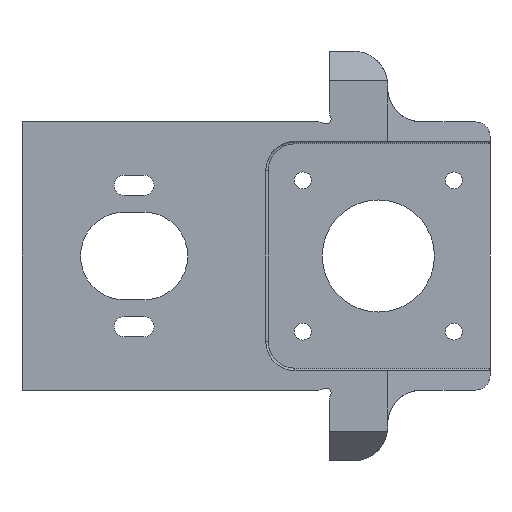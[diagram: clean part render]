
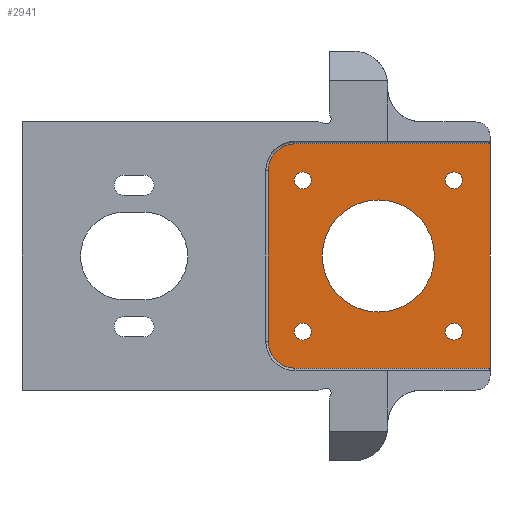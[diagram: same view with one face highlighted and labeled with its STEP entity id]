
A CAD part, front view. The second image highlights one B-rep face of the part: STEP entity #2941.
In plain terms, the highlighted planar face has unit normal (0, -1, 0).
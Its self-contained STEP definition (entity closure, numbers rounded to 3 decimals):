
#3 = FACE_BOUND ( 'NONE', #2140, .T. ) ;
#4 = VERTEX_POINT ( 'NONE', #3911 ) ;
#55 = CARTESIAN_POINT ( 'NONE',  ( 38.6, 19.5, 15.5 ) ) ;
#77 = VERTEX_POINT ( 'NONE', #2130 ) ;
#78 = DIRECTION ( 'NONE',  ( 0., 0., -1. ) ) ;
#100 = FACE_BOUND ( 'NONE', #3298, .T. ) ;
#135 = CARTESIAN_POINT ( 'NONE',  ( 11.6, 19.5, 0. ) ) ;
#153 = CIRCLE ( 'NONE', #1532, 1.75 ) ;
#165 = CIRCLE ( 'NONE', #3499, 1.75 ) ;
#173 = AXIS2_PLACEMENT_3D ( 'NONE', #2571, #1467, #1856 ) ;
#201 = PLANE ( 'NONE',  #995 ) ;
#229 = DIRECTION ( 'NONE',  ( 0., 1., 0. ) ) ;
#248 = DIRECTION ( 'NONE',  ( 0., 1., 0. ) ) ;
#257 = CARTESIAN_POINT ( 'NONE',  ( 6., 19.5, -23. ) ) ;
#287 = DIRECTION ( 'NONE',  ( 0., 1., 0. ) ) ;
#314 = DIRECTION ( 'NONE',  ( 0., 0., 1. ) ) ;
#336 = EDGE_CURVE ( 'NONE', #2224, #1690, #153, .T. ) ;
#361 = AXIS2_PLACEMENT_3D ( 'NONE', #4102, #1990, #971 ) ;
#420 = CARTESIAN_POINT ( 'NONE',  ( 9.35, 19.5, -15.5 ) ) ;
#431 = EDGE_CURVE ( 'NONE', #77, #4159, #1353, .T. ) ;
#483 = EDGE_CURVE ( 'NONE', #1692, #1292, #3023, .T. ) ;
#513 = VERTEX_POINT ( 'NONE', #420 ) ;
#540 = CARTESIAN_POINT ( 'NONE',  ( 0.5, 19.5, 17.5 ) ) ;
#591 = VERTEX_POINT ( 'NONE', #739 ) ;
#615 = EDGE_LOOP ( 'NONE', ( #2050, #2368 ) ) ;
#723 = CARTESIAN_POINT ( 'NONE',  ( 38.6, 19.5, -15.5 ) ) ;
#739 = CARTESIAN_POINT ( 'NONE',  ( 5.85, 19.5, -15.5 ) ) ;
#773 = AXIS2_PLACEMENT_3D ( 'NONE', #4449, #248, #980 ) ;
#812 = CARTESIAN_POINT ( 'NONE',  ( 23.1, 19.5, 0. ) ) ;
#828 = DIRECTION ( 'NONE',  ( 0., 0., -1. ) ) ;
#944 = AXIS2_PLACEMENT_3D ( 'NONE', #1951, #287, #4042 ) ;
#971 = DIRECTION ( 'NONE',  ( 0., 0., -1. ) ) ;
#980 = DIRECTION ( 'NONE',  ( 0., 0., 1. ) ) ;
#995 = AXIS2_PLACEMENT_3D ( 'NONE', #3735, #4095, #3716 ) ;
#1021 = CIRCLE ( 'NONE', #2126, 5.5 ) ;
#1037 = EDGE_CURVE ( 'NONE', #2354, #4, #1675, .T. ) ;
#1071 = CARTESIAN_POINT ( 'NONE',  ( 6., 19.5, -23. ) ) ;
#1203 = ORIENTED_EDGE ( 'NONE', *, *, #431, .T. ) ;
#1280 = AXIS2_PLACEMENT_3D ( 'NONE', #55, #1719, #2380 ) ;
#1292 = VERTEX_POINT ( 'NONE', #257 ) ;
#1324 = CARTESIAN_POINT ( 'NONE',  ( 6., 19.5, 17.5 ) ) ;
#1331 = DIRECTION ( 'NONE',  ( 0., 0., -1. ) ) ;
#1353 = CIRCLE ( 'NONE', #3806, 5.5 ) ;
#1413 = ORIENTED_EDGE ( 'NONE', *, *, #3126, .T. ) ;
#1467 = DIRECTION ( 'NONE',  ( 0., 1., 0. ) ) ;
#1474 = ORIENTED_EDGE ( 'NONE', *, *, #3131, .F. ) ;
#1484 = CIRCLE ( 'NONE', #944, 1.75 ) ;
#1532 = AXIS2_PLACEMENT_3D ( 'NONE', #3726, #229, #1643 ) ;
#1597 = FACE_BOUND ( 'NONE', #2418, .T. ) ;
#1606 = EDGE_CURVE ( 'NONE', #1292, #2537, #1021, .T. ) ;
#1626 = CARTESIAN_POINT ( 'NONE',  ( 6., 19.5, -17.5 ) ) ;
#1629 = ORIENTED_EDGE ( 'NONE', *, *, #3983, .T. ) ;
#1642 = ORIENTED_EDGE ( 'NONE', *, *, #1037, .T. ) ;
#1643 = DIRECTION ( 'NONE',  ( 0., 0., 1. ) ) ;
#1666 = VECTOR ( 'NONE', #2101, 1000. ) ;
#1675 = CIRCLE ( 'NONE', #2189, 11.5 ) ;
#1680 = CARTESIAN_POINT ( 'NONE',  ( 0.5, 19.5, 0. ) ) ;
#1681 = CARTESIAN_POINT ( 'NONE',  ( 40.35, 19.5, 15.5 ) ) ;
#1690 = VERTEX_POINT ( 'NONE', #2302 ) ;
#1692 = VERTEX_POINT ( 'NONE', #2261 ) ;
#1706 = ORIENTED_EDGE ( 'NONE', *, *, #4359, .T. ) ;
#1719 = DIRECTION ( 'NONE',  ( 0., 1., 0. ) ) ;
#1767 = CARTESIAN_POINT ( 'NONE',  ( 36.85, 19.5, 15.5 ) ) ;
#1830 = CARTESIAN_POINT ( 'NONE',  ( 38.6, 19.5, -15.5 ) ) ;
#1848 = EDGE_CURVE ( 'NONE', #4064, #1692, #3955, .T. ) ;
#1856 = DIRECTION ( 'NONE',  ( 0., 0., 1. ) ) ;
#1906 = LINE ( 'NONE', #4181, #3533 ) ;
#1947 = CARTESIAN_POINT ( 'NONE',  ( 0.5, 19.5, -17.5 ) ) ;
#1951 = CARTESIAN_POINT ( 'NONE',  ( 7.6, 19.5, 15.5 ) ) ;
#1990 = DIRECTION ( 'NONE',  ( 0., -1., 0. ) ) ;
#2049 = CARTESIAN_POINT ( 'NONE',  ( 36.85, 19.5, -15.5 ) ) ;
#2050 = ORIENTED_EDGE ( 'NONE', *, *, #2346, .F. ) ;
#2052 = ORIENTED_EDGE ( 'NONE', *, *, #483, .F. ) ;
#2083 = ORIENTED_EDGE ( 'NONE', *, *, #336, .T. ) ;
#2101 = DIRECTION ( 'NONE',  ( 0., 0., -1. ) ) ;
#2125 = DIRECTION ( 'NONE',  ( -1., 0., 0. ) ) ;
#2126 = AXIS2_PLACEMENT_3D ( 'NONE', #1626, #4072, #3275 ) ;
#2130 = CARTESIAN_POINT ( 'NONE',  ( 6., 19.5, 23. ) ) ;
#2140 = EDGE_LOOP ( 'NONE', ( #1706, #2388 ) ) ;
#2141 = DIRECTION ( 'NONE',  ( 0., -1., 0. ) ) ;
#2189 = AXIS2_PLACEMENT_3D ( 'NONE', #812, #3217, #3893 ) ;
#2224 = VERTEX_POINT ( 'NONE', #2612 ) ;
#2261 = CARTESIAN_POINT ( 'NONE',  ( 46., 19.5, -23. ) ) ;
#2274 = VERTEX_POINT ( 'NONE', #1767 ) ;
#2302 = CARTESIAN_POINT ( 'NONE',  ( 9.35, 19.5, 15.5 ) ) ;
#2344 = FACE_OUTER_BOUND ( 'NONE', #3316, .T. ) ;
#2346 = EDGE_CURVE ( 'NONE', #3807, #3140, #165, .T. ) ;
#2354 = VERTEX_POINT ( 'NONE', #135 ) ;
#2358 = DIRECTION ( 'NONE',  ( 0., -1., 0. ) ) ;
#2368 = ORIENTED_EDGE ( 'NONE', *, *, #3729, .F. ) ;
#2380 = DIRECTION ( 'NONE',  ( 0., 0., 1. ) ) ;
#2388 = ORIENTED_EDGE ( 'NONE', *, *, #3773, .T. ) ;
#2394 = FACE_BOUND ( 'NONE', #3200, .T. ) ;
#2418 = EDGE_LOOP ( 'NONE', ( #1642, #4399 ) ) ;
#2482 = CARTESIAN_POINT ( 'NONE',  ( 46., 19.5, 27.5 ) ) ;
#2498 = ORIENTED_EDGE ( 'NONE', *, *, #1606, .F. ) ;
#2537 = VERTEX_POINT ( 'NONE', #1947 ) ;
#2565 = ORIENTED_EDGE ( 'NONE', *, *, #4327, .T. ) ;
#2571 = CARTESIAN_POINT ( 'NONE',  ( 38.6, 19.5, 15.5 ) ) ;
#2612 = CARTESIAN_POINT ( 'NONE',  ( 5.85, 19.5, 15.5 ) ) ;
#2714 = CIRCLE ( 'NONE', #173, 1.75 ) ;
#2718 = CIRCLE ( 'NONE', #361, 1.75 ) ;
#2721 = CIRCLE ( 'NONE', #4420, 1.75 ) ;
#2727 = ORIENTED_EDGE ( 'NONE', *, *, #3614, .F. ) ;
#2729 = DIRECTION ( 'NONE',  ( 0., -1., 0. ) ) ;
#2762 = CIRCLE ( 'NONE', #3355, 1.75 ) ;
#2906 = EDGE_CURVE ( 'NONE', #4, #2354, #4273, .T. ) ;
#2941 = ADVANCED_FACE ( 'NONE', ( #2344, #2394, #3, #1597, #100, #4215 ), #201, .F. ) ;
#3014 = CARTESIAN_POINT ( 'NONE',  ( 46., 19.5, 23. ) ) ;
#3023 = LINE ( 'NONE', #1071, #3570 ) ;
#3126 = EDGE_CURVE ( 'NONE', #4159, #2537, #3152, .T. ) ;
#3131 = EDGE_CURVE ( 'NONE', #513, #591, #2721, .T. ) ;
#3140 = VERTEX_POINT ( 'NONE', #3394 ) ;
#3152 = LINE ( 'NONE', #1680, #3881 ) ;
#3200 = EDGE_LOOP ( 'NONE', ( #2083, #1629 ) ) ;
#3217 = DIRECTION ( 'NONE',  ( 0., 1., 0. ) ) ;
#3275 = DIRECTION ( 'NONE',  ( 0., 0., -1. ) ) ;
#3298 = EDGE_LOOP ( 'NONE', ( #2727, #1474 ) ) ;
#3316 = EDGE_LOOP ( 'NONE', ( #2052, #3546, #2565, #1203, #1413, #2498 ) ) ;
#3355 = AXIS2_PLACEMENT_3D ( 'NONE', #723, #2729, #3490 ) ;
#3387 = DIRECTION ( 'NONE',  ( -1., 0., 0. ) ) ;
#3394 = CARTESIAN_POINT ( 'NONE',  ( 40.35, 19.5, -15.5 ) ) ;
#3490 = DIRECTION ( 'NONE',  ( 0., 0., -1. ) ) ;
#3499 = AXIS2_PLACEMENT_3D ( 'NONE', #1830, #2141, #828 ) ;
#3504 = DIRECTION ( 'NONE',  ( 0., -1., 0. ) ) ;
#3533 = VECTOR ( 'NONE', #3387, 1000. ) ;
#3538 = CIRCLE ( 'NONE', #1280, 1.75 ) ;
#3546 = ORIENTED_EDGE ( 'NONE', *, *, #1848, .F. ) ;
#3570 = VECTOR ( 'NONE', #2125, 1000. ) ;
#3614 = EDGE_CURVE ( 'NONE', #591, #513, #2718, .T. ) ;
#3716 = DIRECTION ( 'NONE',  ( 0., 0., 1. ) ) ;
#3726 = CARTESIAN_POINT ( 'NONE',  ( 7.6, 19.5, 15.5 ) ) ;
#3729 = EDGE_CURVE ( 'NONE', #3140, #3807, #2762, .T. ) ;
#3735 = CARTESIAN_POINT ( 'NONE',  ( 0., 19.5, 27.5 ) ) ;
#3773 = EDGE_CURVE ( 'NONE', #3928, #2274, #3538, .T. ) ;
#3806 = AXIS2_PLACEMENT_3D ( 'NONE', #1324, #2358, #314 ) ;
#3807 = VERTEX_POINT ( 'NONE', #2049 ) ;
#3881 = VECTOR ( 'NONE', #78, 1000. ) ;
#3893 = DIRECTION ( 'NONE',  ( 0., 0., 1. ) ) ;
#3911 = CARTESIAN_POINT ( 'NONE',  ( 34.6, 19.5, 0. ) ) ;
#3928 = VERTEX_POINT ( 'NONE', #1681 ) ;
#3955 = LINE ( 'NONE', #2482, #1666 ) ;
#3983 = EDGE_CURVE ( 'NONE', #1690, #2224, #1484, .T. ) ;
#4042 = DIRECTION ( 'NONE',  ( 0., 0., 1. ) ) ;
#4064 = VERTEX_POINT ( 'NONE', #3014 ) ;
#4072 = DIRECTION ( 'NONE',  ( 0., 1., 0. ) ) ;
#4095 = DIRECTION ( 'NONE',  ( 0., 1., 0. ) ) ;
#4102 = CARTESIAN_POINT ( 'NONE',  ( 7.6, 19.5, -15.5 ) ) ;
#4159 = VERTEX_POINT ( 'NONE', #540 ) ;
#4181 = CARTESIAN_POINT ( 'NONE',  ( 6., 19.5, 23. ) ) ;
#4215 = FACE_BOUND ( 'NONE', #615, .T. ) ;
#4238 = CARTESIAN_POINT ( 'NONE',  ( 7.6, 19.5, -15.5 ) ) ;
#4273 = CIRCLE ( 'NONE', #773, 11.5 ) ;
#4327 = EDGE_CURVE ( 'NONE', #4064, #77, #1906, .T. ) ;
#4359 = EDGE_CURVE ( 'NONE', #2274, #3928, #2714, .T. ) ;
#4399 = ORIENTED_EDGE ( 'NONE', *, *, #2906, .T. ) ;
#4420 = AXIS2_PLACEMENT_3D ( 'NONE', #4238, #3504, #1331 ) ;
#4449 = CARTESIAN_POINT ( 'NONE',  ( 23.1, 19.5, 0. ) ) ;
